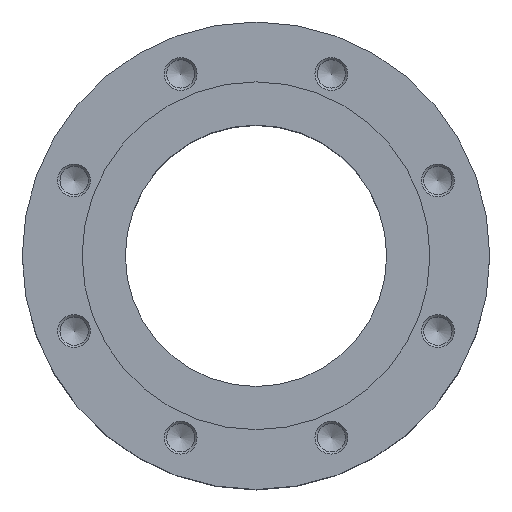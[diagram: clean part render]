
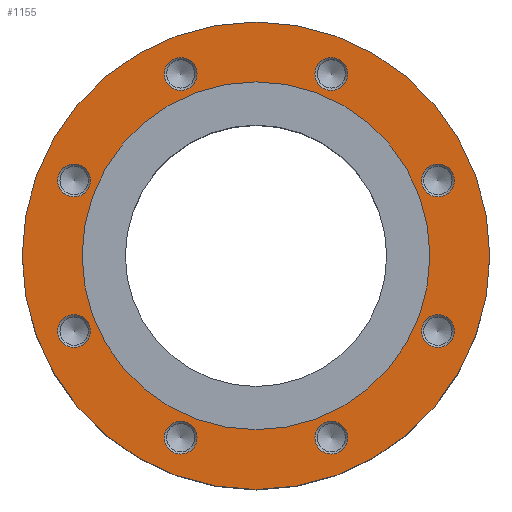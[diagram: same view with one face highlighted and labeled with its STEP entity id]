
A CAD part, top view. The second image highlights one B-rep face of the part: STEP entity #1155.
In plain terms, the highlighted planar face has unit normal (0, 0, 1).
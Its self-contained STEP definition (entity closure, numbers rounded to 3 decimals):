
#128=ORIENTED_EDGE('',*,*,#241,.T.);
#129=ORIENTED_EDGE('',*,*,#242,.T.);
#130=ORIENTED_EDGE('',*,*,#243,.T.);
#131=ORIENTED_EDGE('',*,*,#244,.T.);
#132=ORIENTED_EDGE('',*,*,#245,.T.);
#133=ORIENTED_EDGE('',*,*,#246,.T.);
#134=ORIENTED_EDGE('',*,*,#247,.T.);
#135=ORIENTED_EDGE('',*,*,#248,.T.);
#136=ORIENTED_EDGE('',*,*,#249,.T.);
#137=ORIENTED_EDGE('',*,*,#240,.F.);
#240=EDGE_CURVE('',#303,#303,#382,.T.);
#241=EDGE_CURVE('',#304,#304,#383,.T.);
#242=EDGE_CURVE('',#305,#305,#384,.T.);
#243=EDGE_CURVE('',#306,#306,#385,.T.);
#244=EDGE_CURVE('',#307,#307,#386,.T.);
#245=EDGE_CURVE('',#308,#308,#387,.T.);
#246=EDGE_CURVE('',#309,#309,#388,.T.);
#247=EDGE_CURVE('',#310,#310,#389,.T.);
#248=EDGE_CURVE('',#311,#311,#390,.T.);
#249=EDGE_CURVE('',#312,#312,#391,.T.);
#303=VERTEX_POINT('',#1649);
#304=VERTEX_POINT('',#1652);
#305=VERTEX_POINT('',#1654);
#306=VERTEX_POINT('',#1656);
#307=VERTEX_POINT('',#1658);
#308=VERTEX_POINT('',#1660);
#309=VERTEX_POINT('',#1662);
#310=VERTEX_POINT('',#1664);
#311=VERTEX_POINT('',#1666);
#312=VERTEX_POINT('',#1668);
#382=CIRCLE('',#1245,142.5);
#383=CIRCLE('',#1247,106.);
#384=CIRCLE('',#1248,10.);
#385=CIRCLE('',#1249,10.);
#386=CIRCLE('',#1250,10.);
#387=CIRCLE('',#1251,10.);
#388=CIRCLE('',#1252,10.);
#389=CIRCLE('',#1253,10.);
#390=CIRCLE('',#1254,10.);
#391=CIRCLE('',#1255,10.);
#459=EDGE_LOOP('',(#128));
#460=EDGE_LOOP('',(#129));
#461=EDGE_LOOP('',(#130));
#462=EDGE_LOOP('',(#131));
#463=EDGE_LOOP('',(#132));
#464=EDGE_LOOP('',(#133));
#465=EDGE_LOOP('',(#134));
#466=EDGE_LOOP('',(#135));
#467=EDGE_LOOP('',(#136));
#468=EDGE_LOOP('',(#137));
#585=FACE_BOUND('',#459,.T.);
#586=FACE_BOUND('',#460,.T.);
#587=FACE_BOUND('',#461,.T.);
#588=FACE_BOUND('',#462,.T.);
#589=FACE_BOUND('',#463,.T.);
#590=FACE_BOUND('',#464,.T.);
#591=FACE_BOUND('',#465,.T.);
#592=FACE_BOUND('',#466,.T.);
#593=FACE_BOUND('',#467,.T.);
#594=FACE_BOUND('',#468,.T.);
#698=PLANE('',#1246);
#1155=ADVANCED_FACE('',(#585,#586,#587,#588,#589,#590,#591,#592,#593,#594),
#698,.T.);
#1245=AXIS2_PLACEMENT_3D('',#1648,#1409,#1410);
#1246=AXIS2_PLACEMENT_3D('',#1650,#1411,#1412);
#1247=AXIS2_PLACEMENT_3D('',#1651,#1413,#1414);
#1248=AXIS2_PLACEMENT_3D('',#1653,#1415,#1416);
#1249=AXIS2_PLACEMENT_3D('',#1655,#1417,#1418);
#1250=AXIS2_PLACEMENT_3D('',#1657,#1419,#1420);
#1251=AXIS2_PLACEMENT_3D('',#1659,#1421,#1422);
#1252=AXIS2_PLACEMENT_3D('',#1661,#1423,#1424);
#1253=AXIS2_PLACEMENT_3D('',#1663,#1425,#1426);
#1254=AXIS2_PLACEMENT_3D('',#1665,#1427,#1428);
#1255=AXIS2_PLACEMENT_3D('',#1667,#1429,#1430);
#1409=DIRECTION('',(0.,0.,-1.));
#1410=DIRECTION('',(-1.,0.,0.));
#1411=DIRECTION('',(0.,0.,1.));
#1412=DIRECTION('',(1.,0.,0.));
#1413=DIRECTION('',(0.,0.,-1.));
#1414=DIRECTION('',(-1.,0.,0.));
#1415=DIRECTION('',(0.,0.,-1.));
#1416=DIRECTION('',(-1.,0.,0.));
#1417=DIRECTION('',(0.,0.,-1.));
#1418=DIRECTION('',(-1.,0.,0.));
#1419=DIRECTION('',(0.,0.,-1.));
#1420=DIRECTION('',(-1.,0.,0.));
#1421=DIRECTION('',(0.,0.,-1.));
#1422=DIRECTION('',(-1.,0.,0.));
#1423=DIRECTION('',(0.,0.,-1.));
#1424=DIRECTION('',(-1.,0.,0.));
#1425=DIRECTION('',(0.,0.,-1.));
#1426=DIRECTION('',(-1.,0.,0.));
#1427=DIRECTION('',(0.,0.,-1.));
#1428=DIRECTION('',(-1.,0.,0.));
#1429=DIRECTION('',(0.,0.,-1.));
#1430=DIRECTION('',(-1.,0.,0.));
#1648=CARTESIAN_POINT('',(0.,0.,-2.));
#1649=CARTESIAN_POINT('',(-142.5,0.,-2.));
#1650=CARTESIAN_POINT('',(0.,142.5,-2.));
#1651=CARTESIAN_POINT('',(0.,0.,-2.));
#1652=CARTESIAN_POINT('',(-106.,0.,-2.));
#1653=CARTESIAN_POINT('',(-45.922,110.866,-2.));
#1654=CARTESIAN_POINT('',(-55.922,110.866,-2.));
#1655=CARTESIAN_POINT('',(-110.866,45.922,-2.));
#1656=CARTESIAN_POINT('',(-120.866,45.922,-2.));
#1657=CARTESIAN_POINT('',(-110.866,-45.922,-2.));
#1658=CARTESIAN_POINT('',(-120.866,-45.922,-2.));
#1659=CARTESIAN_POINT('',(-45.922,-110.866,-2.));
#1660=CARTESIAN_POINT('',(-55.922,-110.866,-2.));
#1661=CARTESIAN_POINT('',(45.922,-110.866,-2.));
#1662=CARTESIAN_POINT('',(35.922,-110.866,-2.));
#1663=CARTESIAN_POINT('',(110.866,-45.922,-2.));
#1664=CARTESIAN_POINT('',(100.866,-45.922,-2.));
#1665=CARTESIAN_POINT('',(110.866,45.922,-2.));
#1666=CARTESIAN_POINT('',(100.866,45.922,-2.));
#1667=CARTESIAN_POINT('',(45.922,110.866,-2.));
#1668=CARTESIAN_POINT('',(35.922,110.866,-2.));
